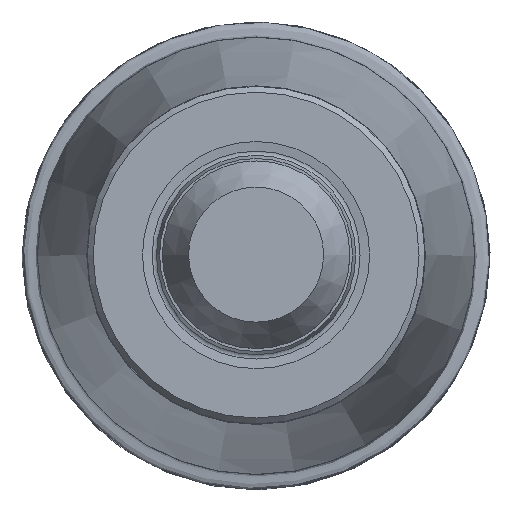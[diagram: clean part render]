
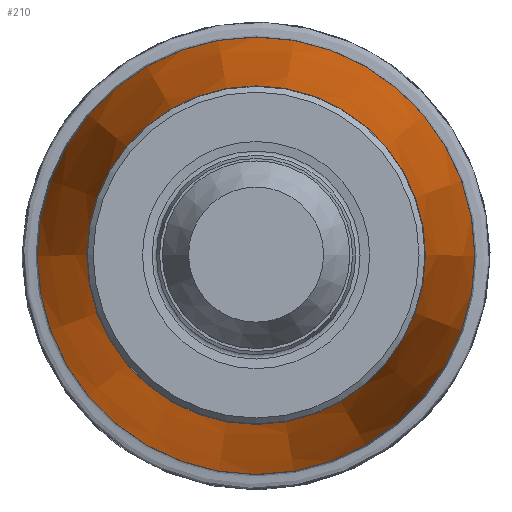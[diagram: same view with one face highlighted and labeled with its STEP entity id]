
A CAD part, top view. The second image highlights one B-rep face of the part: STEP entity #210.
In plain terms, the highlighted conical face has half-angle 7.786 degrees and reference radius 14.446 mm.
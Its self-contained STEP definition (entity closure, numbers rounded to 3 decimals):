
#122=CONICAL_SURFACE('',#624,14.446,7.786);
#147=FACE_BOUND('',#266,.T.);
#148=FACE_BOUND('',#267,.T.);
#210=ADVANCED_FACE('S5',(#147,#148),#122,.T.);
#266=EDGE_LOOP('',(#338));
#267=EDGE_LOOP('',(#339));
#338=ORIENTED_EDGE('',*,*,#445,.T.);
#339=ORIENTED_EDGE('',*,*,#446,.T.);
#408=VERTEX_POINT('',#903);
#409=VERTEX_POINT('',#905);
#445=EDGE_CURVE('',#408,#408,#481,.T.);
#446=EDGE_CURVE('',#409,#409,#482,.T.);
#481=CIRCLE('',#622,18.652);
#482=CIRCLE('',#623,14.446);
#622=AXIS2_PLACEMENT_3D('',#902,#742,#743);
#623=AXIS2_PLACEMENT_3D('',#904,#744,#745);
#624=AXIS2_PLACEMENT_3D('',#906,#746,#747);
#742=DIRECTION('',(0.,0.,1.));
#743=DIRECTION('',(-1.,0.,0.));
#744=DIRECTION('',(0.,0.,-1.));
#745=DIRECTION('',(-1.,0.,0.));
#746=DIRECTION('',(0.,0.,-1.));
#747=DIRECTION('',(-1.,0.,0.));
#902=CARTESIAN_POINT('',(0.,0.,-33.439));
#903=CARTESIAN_POINT('',(-18.652,0.,-33.439));
#904=CARTESIAN_POINT('',(0.,0.,-2.677));
#905=CARTESIAN_POINT('',(-14.446,0.,-2.677));
#906=CARTESIAN_POINT('',(0.,0.,-2.677));
